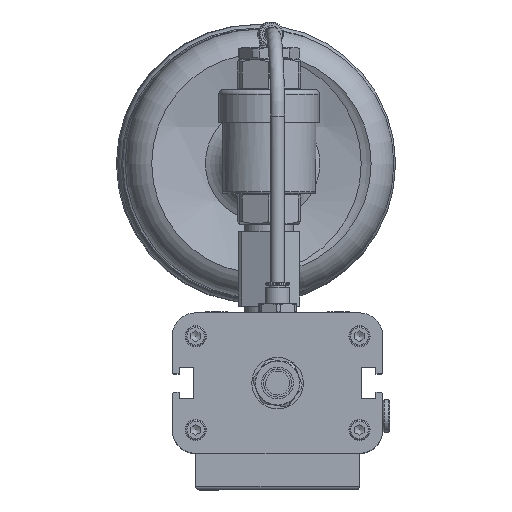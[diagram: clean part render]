
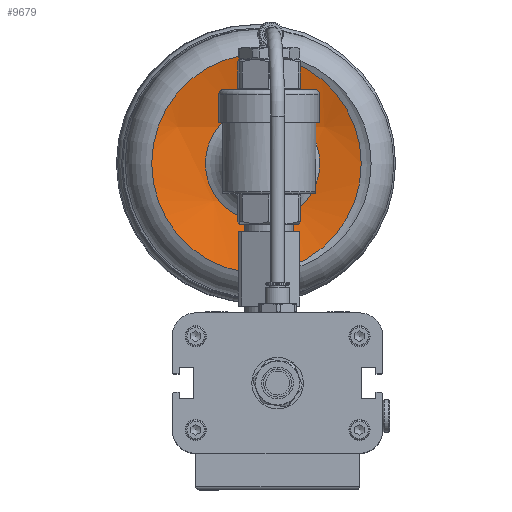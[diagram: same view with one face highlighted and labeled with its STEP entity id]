
A CAD part, top view. The second image highlights one B-rep face of the part: STEP entity #9679.
In plain terms, the highlighted spherical face has radius 137.607 mm.
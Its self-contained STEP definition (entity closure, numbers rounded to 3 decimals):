
#44=SPHERICAL_SURFACE('',#10584,137.607);
#635=CIRCLE('',#10585,46.972);
#636=CIRCLE('',#10586,46.972);
#1406=FACE_OUTER_BOUND('',#2027,.T.);
#2027=EDGE_LOOP('',(#7780,#7781));
#4289=VERTEX_POINT('',#16058);
#4290=VERTEX_POINT('',#16059);
#5530=EDGE_CURVE('',#4289,#4290,#635,.T.);
#5531=EDGE_CURVE('',#4290,#4289,#636,.T.);
#7780=ORIENTED_EDGE('',*,*,#5530,.T.);
#7781=ORIENTED_EDGE('',*,*,#5531,.T.);
#9679=ADVANCED_FACE('',(#1406),#44,.T.);
#10584=AXIS2_PLACEMENT_3D('',#16057,#12759,#12760);
#10585=AXIS2_PLACEMENT_3D('',#16060,#12761,#12762);
#10586=AXIS2_PLACEMENT_3D('',#16061,#12763,#12764);
#12759=DIRECTION('center_axis',(0.,-1.,0.));
#12760=DIRECTION('ref_axis',(-0.06,0.,
-0.998));
#12761=DIRECTION('center_axis',(-0.06,0.,
-0.998));
#12762=DIRECTION('ref_axis',(0.998,0.,-0.06));
#12763=DIRECTION('center_axis',(-0.06,0.,
-0.998));
#12764=DIRECTION('ref_axis',(0.998,0.,-0.06));
#16057=CARTESIAN_POINT('Origin',(-3.312,94.,-5.67));
#16058=CARTESIAN_POINT('',(35.755,94.,-137.615));
#16059=CARTESIAN_POINT('',(-11.132,47.028,-134.775));
#16060=CARTESIAN_POINT('Origin',(-11.132,94.,-134.775));
#16061=CARTESIAN_POINT('Origin',(-11.132,94.,-134.775));
